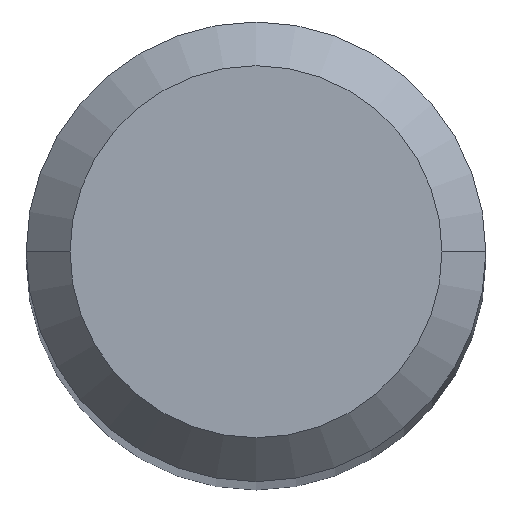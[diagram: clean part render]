
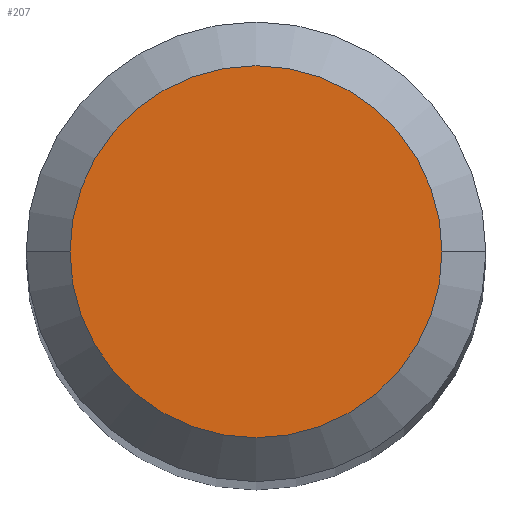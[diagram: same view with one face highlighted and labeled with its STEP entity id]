
A CAD part, top view. The second image highlights one B-rep face of the part: STEP entity #207.
In plain terms, the highlighted planar face has unit normal (0, 0, 1).
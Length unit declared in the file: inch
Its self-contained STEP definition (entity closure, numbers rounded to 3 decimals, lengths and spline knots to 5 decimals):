
#3 = CARTESIAN_POINT ( 'NONE',  ( -0.06374, 0., 1.9685 ) ) ;
#9 = CIRCLE ( 'NONE', #221, 0.06374 ) ;
#10 = AXIS2_PLACEMENT_3D ( 'NONE', #144, #61, #228 ) ;
#58 = FACE_OUTER_BOUND ( 'NONE', #270, .T. ) ;
#60 = CIRCLE ( 'NONE', #349, 0.06374 ) ;
#61 = DIRECTION ( 'NONE',  ( 0., 0., 1. ) ) ;
#65 = EDGE_CURVE ( 'NONE', #97, #134, #9, .T. ) ;
#97 = VERTEX_POINT ( 'NONE', #281 ) ;
#119 = PLANE ( 'NONE',  #10 ) ;
#132 = ORIENTED_EDGE ( 'NONE', *, *, #135, .T. ) ;
#134 = VERTEX_POINT ( 'NONE', #3 ) ;
#135 = EDGE_CURVE ( 'NONE', #134, #97, #60, .T. ) ;
#144 = CARTESIAN_POINT ( 'NONE',  ( 0., 0., 1.9685 ) ) ;
#149 = DIRECTION ( 'NONE',  ( 1., 0., 0. ) ) ;
#207 = ADVANCED_FACE ( 'NONE', ( #58 ), #119, .T. ) ;
#221 = AXIS2_PLACEMENT_3D ( 'NONE', #308, #338, #247 ) ;
#228 = DIRECTION ( 'NONE',  ( 1., 0., 0. ) ) ;
#247 = DIRECTION ( 'NONE',  ( 1., 0., 0. ) ) ;
#256 = DIRECTION ( 'NONE',  ( 0., 0., 1. ) ) ;
#260 = CARTESIAN_POINT ( 'NONE',  ( 0., 0., 1.9685 ) ) ;
#270 = EDGE_LOOP ( 'NONE', ( #132, #280 ) ) ;
#280 = ORIENTED_EDGE ( 'NONE', *, *, #65, .T. ) ;
#281 = CARTESIAN_POINT ( 'NONE',  ( 0.06374, 0., 1.9685 ) ) ;
#308 = CARTESIAN_POINT ( 'NONE',  ( 0., 0., 1.9685 ) ) ;
#338 = DIRECTION ( 'NONE',  ( 0., 0., 1. ) ) ;
#349 = AXIS2_PLACEMENT_3D ( 'NONE', #260, #256, #149 ) ;
